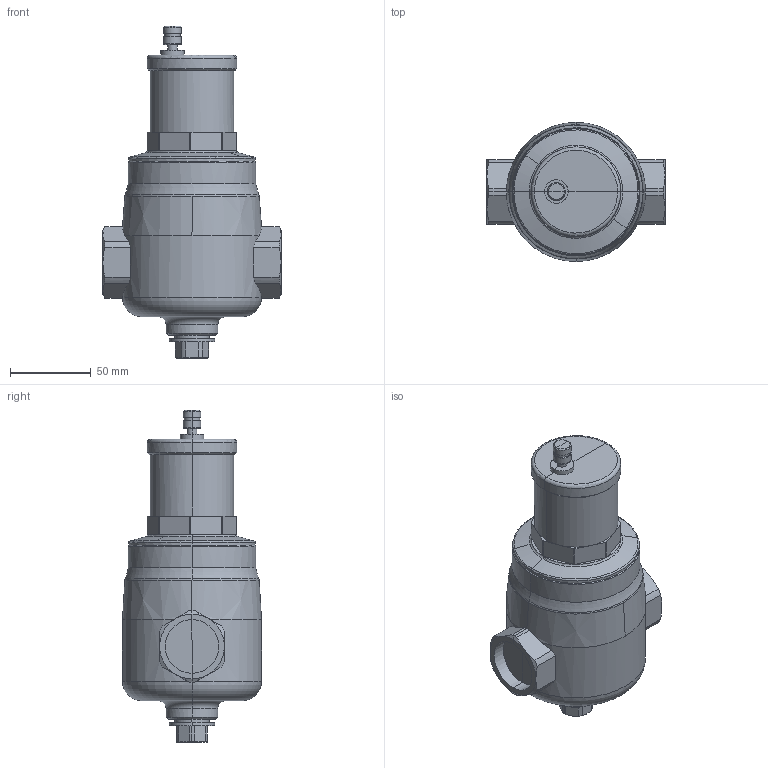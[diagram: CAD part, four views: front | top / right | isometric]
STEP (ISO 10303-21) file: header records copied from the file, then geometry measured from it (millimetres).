
FILE_DESCRIPTION(('CATIA V5 STEP Exchange'),'2;1');
FILE_NAME('STEP_551006_-_TST.stp','2017-10-17T06:13:42+00:00',('none'),('none'),'CATIA Version 5-6 Release 2016 SP4','CATIA V5 STEP AP203','none');
FILE_SCHEMA(('CONFIG_CONTROL_DESIGN'));
Length unit declared in the file: millimetre
Products named in the file (1): 551006 - TST
Bounding box: 110 x 85.9 x 205 mm (x, y, z)
Volume: 718921.9 mm3; surface area: 62603.5 mm2
Topology: 3 solids, 3 shells, 189 faces, 473 edges, 290 vertices
Faces by surface type: plane 63, cylinder 62, cone 44, torus 16, bspline 4
Entity records: 6520 total; most frequent: CARTESIAN_POINT 2330, ORIENTED_EDGE 946, DIRECTION 700, EDGE_CURVE 473, AXIS2_PLACEMENT_3D 334, VERTEX_POINT 290, ADVANCED_FACE 189, EDGE_LOOP 189
